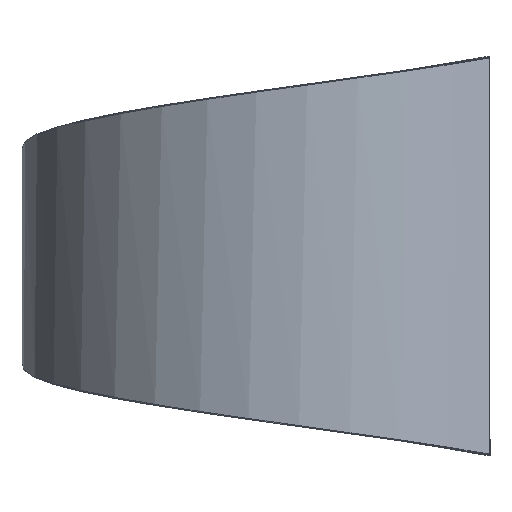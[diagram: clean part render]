
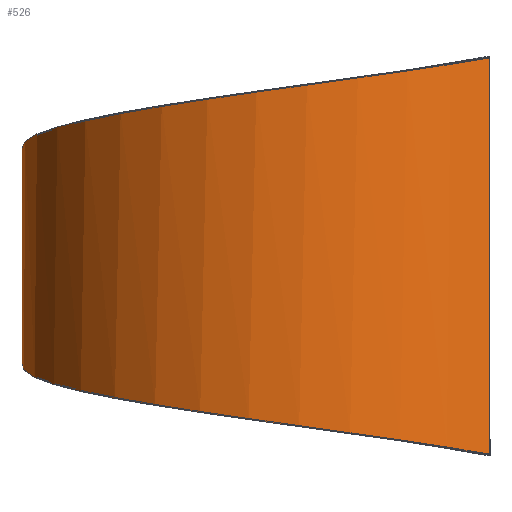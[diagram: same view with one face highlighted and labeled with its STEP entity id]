
A CAD part, top view. The second image highlights one B-rep face of the part: STEP entity #526.
In plain terms, the highlighted cylindrical face has radius 438.864 mm (diameter 877.727 mm), a partial arc.
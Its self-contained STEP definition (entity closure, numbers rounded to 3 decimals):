
#526=ADVANCED_FACE('',(#697),#699,.T.);
#697=FACE_BOUND('',#698,.T.);
#698=EDGE_LOOP('',(#7517,#7518,#7519,#7520));
#699=CYLINDRICAL_SURFACE('',#700,438.864);
#700=AXIS2_PLACEMENT_3D('',#701,#702,#703);
#701=CARTESIAN_POINT('',(325.688,-300.,291.915));
#702=DIRECTION('',(0.,1.,0.));
#703=DIRECTION('',(-0.745,0.,-0.667));
#7517=ORIENTED_EDGE('',*,*,#8278,.F.);
#7518=ORIENTED_EDGE('',*,*,#8279,.T.);
#7519=ORIENTED_EDGE('',*,*,#8280,.T.);
#7520=ORIENTED_EDGE('',*,*,#8281,.T.);
#8278=EDGE_CURVE('',#8605,#8606,#8607,.T.);
#8279=EDGE_CURVE('',#8605,#8608,#8609,.F.);
#8280=EDGE_CURVE('',#8608,#8610,#8611,.T.);
#8281=EDGE_CURVE('',#8610,#8606,#8612,.F.);
#8605=VERTEX_POINT('',#9167);
#8606=VERTEX_POINT('',#9168);
#8607=LINE('',#9169,#9170);
#8608=VERTEX_POINT('',#9172);
#8609=B_SPLINE_CURVE_WITH_KNOTS('',3,
(#9173,#9174,#9175,#9176,#9177,#9178,#9179,#9180,#9181,#9182,#9183,#9184,#9185,#9186,
#9187,#9188,#9189,#9190,#9191,#9192,#9193,#9194,#9195,#9196,#9197,#9198,#9199,#9200),
.UNSPECIFIED.,.F.,.F.,
(4,1,1,1,1,1,1,1,1,1,1,1,1,1,1,1,1,1,1,1,1,1,1,1,1,4),
(0.,0.04,0.08,0.12,0.16,0.2,0.24,0.28,0.32,
0.36,0.4,0.44,0.48,0.52,0.56,0.6,0.64,0.68,0.72,0.76,0.8,0.84,0.88,0.92,0.96,1.),
.UNSPECIFIED.);
#8610=VERTEX_POINT('',#9201);
#8611=LINE('',#9202,#9203);
#8612=B_SPLINE_CURVE_WITH_KNOTS('',3,
(#9205,#9206,#9207,#9208,#9209,#9210,#9211,#9212,#9213,#9214,#9215,#9216,#9217,#9218,
#9219,#9220,#9221,#9222,#9223,#9224,#9225,#9226,#9227,#9228,#9229,#9230,#9231,#9232),
.UNSPECIFIED.,.F.,.F.,
(4,1,1,1,1,1,1,1,1,1,1,1,1,1,1,1,1,1,1,1,1,1,1,1,1,4),
(0.,0.04,0.08,0.12,0.16,0.2,0.24,0.28,0.32,0.36,0.4,0.44,0.48,0.52,0.56,0.6,0.64,
0.68,0.72,0.76,0.8,0.84,0.88,0.92,0.96,1.),
.UNSPECIFIED.);
#9167=CARTESIAN_POINT('',(-2.012,-120.186,0.));
#9168=CARTESIAN_POINT('',(-2.012,120.186,0.));
#9169=CARTESIAN_POINT('',(-2.012,-120.186,0.));
#9170=VECTOR('',#9171,1.);
#9171=DIRECTION('',(0.,1.,0.));
#9172=CARTESIAN_POINT('',(592.235,-300.,640.561));
#9173=CARTESIAN_POINT('',(592.235,-300.,640.561));
#9174=CARTESIAN_POINT('',(578.516,-297.602,651.05));
#9175=CARTESIAN_POINT('',(549.838,-292.807,670.406));
#9176=CARTESIAN_POINT('',(503.701,-285.615,694.171));
#9177=CARTESIAN_POINT('',(455.086,-278.422,712.337));
#9178=CARTESIAN_POINT('',(404.67,-271.23,724.651));
#9179=CARTESIAN_POINT('',(353.155,-264.037,730.941));
#9180=CARTESIAN_POINT('',(301.257,-256.845,731.12));
#9181=CARTESIAN_POINT('',(249.7,-249.652,725.186));
#9182=CARTESIAN_POINT('',(199.2,-242.46,713.221));
#9183=CARTESIAN_POINT('',(150.461,-235.267,695.392));
#9184=CARTESIAN_POINT('',(104.161,-228.075,671.946));
#9185=CARTESIAN_POINT('',(60.944,-220.882,643.211));
#9186=CARTESIAN_POINT('',(21.413,-213.689,609.586));
#9187=CARTESIAN_POINT('',(-13.884,-206.497,571.539));
#9188=CARTESIAN_POINT('',(-44.453,-199.304,529.6));
#9189=CARTESIAN_POINT('',(-69.87,-192.112,484.352));
#9190=CARTESIAN_POINT('',(-89.782,-184.919,436.425));
#9191=CARTESIAN_POINT('',(-103.91,-177.727,386.488));
#9192=CARTESIAN_POINT('',(-112.058,-170.534,335.233));
#9193=CARTESIAN_POINT('',(-114.113,-163.342,283.376));
#9194=CARTESIAN_POINT('',(-110.047,-156.149,231.638));
#9195=CARTESIAN_POINT('',(-99.915,-148.957,180.738));
#9196=CARTESIAN_POINT('',(-83.859,-141.764,131.387));
#9197=CARTESIAN_POINT('',(-62.102,-134.571,84.269));
#9198=CARTESIAN_POINT('',(-34.948,-127.379,40.042));
#9199=CARTESIAN_POINT('',(-13.498,-122.584,12.895));
#9200=CARTESIAN_POINT('',(-2.012,-120.186,0.));
#9201=CARTESIAN_POINT('',(592.235,300.,640.561));
#9202=CARTESIAN_POINT('',(592.235,-300.,640.561));
#9203=VECTOR('',#9204,1.);
#9204=DIRECTION('',(0.,1.,0.));
#9205=CARTESIAN_POINT('',(-2.012,120.186,0.));
#9206=CARTESIAN_POINT('',(-13.498,122.584,12.895));
#9207=CARTESIAN_POINT('',(-34.948,127.379,40.042));
#9208=CARTESIAN_POINT('',(-62.102,134.571,84.269));
#9209=CARTESIAN_POINT('',(-83.859,141.764,131.387));
#9210=CARTESIAN_POINT('',(-99.915,148.957,180.738));
#9211=CARTESIAN_POINT('',(-110.047,156.149,231.638));
#9212=CARTESIAN_POINT('',(-114.113,163.342,283.376));
#9213=CARTESIAN_POINT('',(-112.058,170.534,335.233));
#9214=CARTESIAN_POINT('',(-103.91,177.727,386.488));
#9215=CARTESIAN_POINT('',(-89.782,184.919,436.425));
#9216=CARTESIAN_POINT('',(-69.87,192.112,484.352));
#9217=CARTESIAN_POINT('',(-44.453,199.304,529.6));
#9218=CARTESIAN_POINT('',(-13.884,206.497,571.539));
#9219=CARTESIAN_POINT('',(21.413,213.689,609.586));
#9220=CARTESIAN_POINT('',(60.944,220.882,643.211));
#9221=CARTESIAN_POINT('',(104.161,228.075,671.946));
#9222=CARTESIAN_POINT('',(150.461,235.267,695.392));
#9223=CARTESIAN_POINT('',(199.2,242.46,713.221));
#9224=CARTESIAN_POINT('',(249.7,249.652,725.186));
#9225=CARTESIAN_POINT('',(301.257,256.845,731.12));
#9226=CARTESIAN_POINT('',(353.155,264.037,730.941));
#9227=CARTESIAN_POINT('',(404.67,271.23,724.651));
#9228=CARTESIAN_POINT('',(455.086,278.422,712.337));
#9229=CARTESIAN_POINT('',(503.701,285.615,694.171));
#9230=CARTESIAN_POINT('',(549.838,292.807,670.406));
#9231=CARTESIAN_POINT('',(578.516,297.602,651.05));
#9232=CARTESIAN_POINT('',(592.235,300.,640.561));
